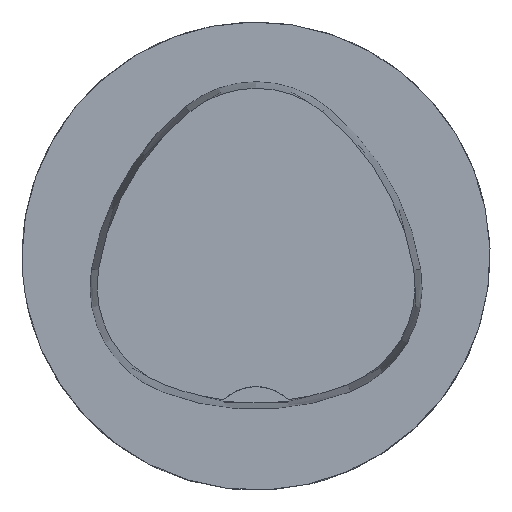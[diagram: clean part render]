
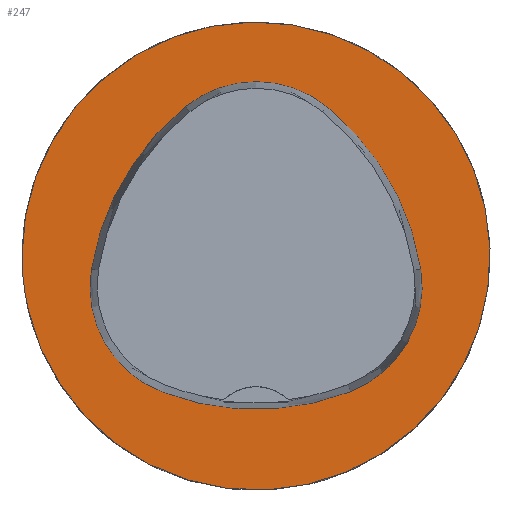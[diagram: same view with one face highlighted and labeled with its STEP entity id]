
A CAD part, top view. The second image highlights one B-rep face of the part: STEP entity #247.
In plain terms, the highlighted planar face has unit normal (0, 0, 1).
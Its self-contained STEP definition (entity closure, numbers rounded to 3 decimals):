
#124=CIRCLE('',#1913,25.);
#126=CIRCLE('',#1920,28.);
#128=CIRCLE('',#1923,12.);
#130=CIRCLE('',#1926,28.);
#132=CIRCLE('',#1929,12.);
#136=CIRCLE('',#1934,28.);
#138=CIRCLE('',#1937,12.);
#204=FACE_BOUND('',#494,.T.);
#205=FACE_BOUND('',#495,.T.);
#247=ADVANCED_FACE('',(#204,#205),#327,.T.);
#327=PLANE('',#1942);
#494=EDGE_LOOP('',(#798,#799,#800,#801,#802,#803));
#495=EDGE_LOOP('',(#804));
#798=ORIENTED_EDGE('',*,*,#1407,.T.);
#799=ORIENTED_EDGE('',*,*,#1387,.T.);
#800=ORIENTED_EDGE('',*,*,#1391,.T.);
#801=ORIENTED_EDGE('',*,*,#1394,.T.);
#802=ORIENTED_EDGE('',*,*,#1397,.T.);
#803=ORIENTED_EDGE('',*,*,#1405,.T.);
#804=ORIENTED_EDGE('',*,*,#1377,.F.);
#1191=VERTEX_POINT('',#2840);
#1201=VERTEX_POINT('',#2861);
#1202=VERTEX_POINT('',#2862);
#1205=VERTEX_POINT('',#2870);
#1207=VERTEX_POINT('',#2876);
#1209=VERTEX_POINT('',#2882);
#1216=VERTEX_POINT('',#2903);
#1377=EDGE_CURVE('',#1191,#1191,#124,.T.);
#1387=EDGE_CURVE('',#1201,#1202,#126,.T.);
#1391=EDGE_CURVE('',#1202,#1205,#128,.T.);
#1394=EDGE_CURVE('',#1205,#1207,#130,.T.);
#1397=EDGE_CURVE('',#1207,#1209,#132,.T.);
#1405=EDGE_CURVE('',#1209,#1216,#136,.T.);
#1407=EDGE_CURVE('',#1216,#1201,#138,.T.);
#1913=AXIS2_PLACEMENT_3D('',#2839,#2212,#2213);
#1920=AXIS2_PLACEMENT_3D('',#2860,#2230,#2231);
#1923=AXIS2_PLACEMENT_3D('',#2869,#2238,#2239);
#1926=AXIS2_PLACEMENT_3D('',#2875,#2245,#2246);
#1929=AXIS2_PLACEMENT_3D('',#2881,#2252,#2253);
#1934=AXIS2_PLACEMENT_3D('',#2904,#2264,#2265);
#1937=AXIS2_PLACEMENT_3D('',#2907,#2270,#2271);
#1942=AXIS2_PLACEMENT_3D('',#2912,#2280,#2281);
#2212=DIRECTION('',(0.,0.,-1.));
#2213=DIRECTION('',(-1.,0.,0.));
#2230=DIRECTION('',(0.,0.,-1.));
#2231=DIRECTION('',(-1.,0.,0.));
#2238=DIRECTION('',(0.,0.,-1.));
#2239=DIRECTION('',(-1.,0.,0.));
#2245=DIRECTION('',(0.,0.,-1.));
#2246=DIRECTION('',(-1.,0.,0.));
#2252=DIRECTION('',(0.,0.,-1.));
#2253=DIRECTION('',(-1.,0.,0.));
#2264=DIRECTION('',(0.,0.,-1.));
#2265=DIRECTION('',(-1.,0.,0.));
#2270=DIRECTION('',(0.,0.,-1.));
#2271=DIRECTION('',(-1.,0.,0.));
#2280=DIRECTION('',(0.,0.,1.));
#2281=DIRECTION('',(-1.,0.,0.));
#2839=CARTESIAN_POINT('',(0.,0.,
0.));
#2840=CARTESIAN_POINT('',(-25.,0.,0.));
#2860=CARTESIAN_POINT('',(10.068,-5.824,0.));
#2861=CARTESIAN_POINT('',(-17.584,-1.424,0.));
#2862=CARTESIAN_POINT('',(-7.531,15.953,0.));
#2869=CARTESIAN_POINT('',(0.011,6.62,0.));
#2870=CARTESIAN_POINT('',(7.567,15.942,0.));
#2875=CARTESIAN_POINT('',(-10.063,-5.81,0.));
#2876=CARTESIAN_POINT('',(17.59,-1.418,0.));
#2881=CARTESIAN_POINT('',(5.739,-3.3,0.));
#2882=CARTESIAN_POINT('',(10.05,-14.499,0.));
#2903=CARTESIAN_POINT('',(-10.025,-14.516,0.));
#2904=CARTESIAN_POINT('',(-0.01,11.631,0.));
#2907=CARTESIAN_POINT('',(-5.733,-3.31,0.));
#2912=CARTESIAN_POINT('',(0.,0.,
0.));
